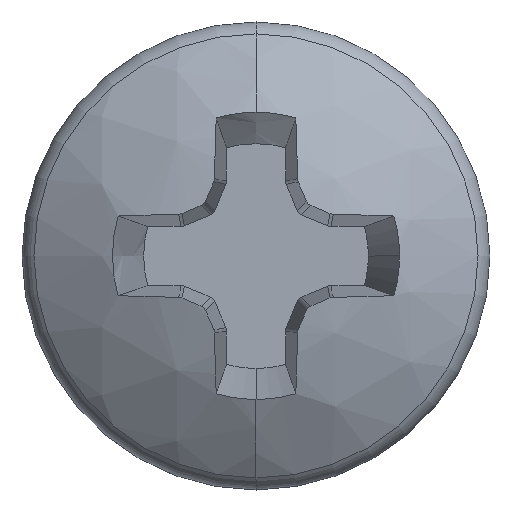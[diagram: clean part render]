
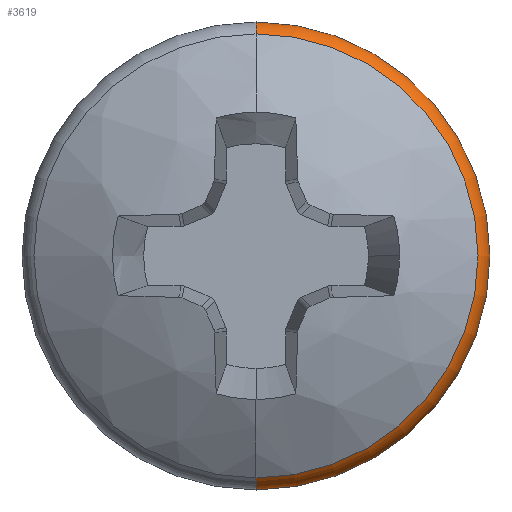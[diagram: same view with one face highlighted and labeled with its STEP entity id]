
A CAD part, top view. The second image highlights one B-rep face of the part: STEP entity #3619.
In plain terms, the highlighted toroidal (fillet/blend) face has major radius 2.127 mm and minor radius 0.325 mm.
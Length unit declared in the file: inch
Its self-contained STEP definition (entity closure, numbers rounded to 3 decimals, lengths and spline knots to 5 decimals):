
#509 = CARTESIAN_POINT ( 'NONE',  ( 0., -0.09158, 0.41451 ) ) ;
#516 = CARTESIAN_POINT ( 'NONE',  ( 0., 0.09158, 0.41451 ) ) ;
#605 = CARTESIAN_POINT ( 'NONE',  ( 0.0965, 0., 0.40443 ) ) ;
#897 = CARTESIAN_POINT ( 'NONE',  ( 0., 0.0965, 0.40443 ) ) ;
#943 = CARTESIAN_POINT ( 'NONE',  ( 0., -0.0965, 0.40443 ) ) ;
#2450 = EDGE_CURVE ( 'NONE', #4569, #4398, #4886, .T. ) ;
#2451 = EDGE_CURVE ( 'NONE', #4569, #4305, #4884, .T. ) ;
#2452 = EDGE_CURVE ( 'NONE', #4305, #4306, #4888, .T. ) ;
#2453 = EDGE_CURVE ( 'NONE', #4537, #4306, #4889, .T. ) ;
#2454 = EDGE_CURVE ( 'NONE', #4398, #4537, #4890, .T. ) ;
#3619 = ADVANCED_FACE ( 'NONE', ( #4939 ), #4931, .T. ) ;
#4139 = ORIENTED_EDGE ( 'NONE', *, *, #2450, .T. ) ;
#4140 = ORIENTED_EDGE ( 'NONE', *, *, #2451, .F. ) ;
#4141 = ORIENTED_EDGE ( 'NONE', *, *, #2452, .F. ) ;
#4142 = ORIENTED_EDGE ( 'NONE', *, *, #2453, .T. ) ;
#4148 = ORIENTED_EDGE ( 'NONE', *, *, #2454, .T. ) ;
#4179 = EDGE_LOOP ( 'NONE', ( #4148, #4142, #4141, #4140, #4139 ) ) ;
#4305 = VERTEX_POINT ( 'NONE', #509 ) ;
#4306 = VERTEX_POINT ( 'NONE', #516 ) ;
#4398 = VERTEX_POINT ( 'NONE', #605 ) ;
#4537 = VERTEX_POINT ( 'NONE', #897 ) ;
#4569 = VERTEX_POINT ( 'NONE', #943 ) ;
#4884 = CIRCLE ( 'NONE', #5100, 0.01278 ) ;
#4886 = CIRCLE ( 'NONE', #5097, 0.0965 ) ;
#4888 = CIRCLE ( 'NONE', #5099, 0.09158 ) ;
#4889 = CIRCLE ( 'NONE', #5104, 0.01278 ) ;
#4890 = CIRCLE ( 'NONE', #5103, 0.0965 ) ;
#4931 = TOROIDAL_SURFACE ( 'NONE', #5051, 0.08372, 0.01278 ) ;
#4939 = FACE_OUTER_BOUND ( 'NONE', #4179, .T. ) ;
#5051 = AXIS2_PLACEMENT_3D ( 'NONE', #6324, #6323, #6328 ) ;
#5097 = AXIS2_PLACEMENT_3D ( 'NONE', #6228, #6229, #6230 ) ;
#5099 = AXIS2_PLACEMENT_3D ( 'NONE', #6234, #6235, #6236 ) ;
#5100 = AXIS2_PLACEMENT_3D ( 'NONE', #6231, #6232, #6233 ) ;
#5103 = AXIS2_PLACEMENT_3D ( 'NONE', #6243, #6244, #6245 ) ;
#5104 = AXIS2_PLACEMENT_3D ( 'NONE', #6238, #6239, #6240 ) ;
#6228 = CARTESIAN_POINT ( 'NONE',  ( 0., 0., 0.40443 ) ) ;
#6229 = DIRECTION ( 'NONE',  ( 0., 0., 1. ) ) ;
#6230 = DIRECTION ( 'NONE',  ( 0., -1., 0. ) ) ;
#6231 = CARTESIAN_POINT ( 'NONE',  ( 0., -0.08372, 0.40443 ) ) ;
#6232 = DIRECTION ( 'NONE',  ( -1., 0., 0. ) ) ;
#6233 = DIRECTION ( 'NONE',  ( 0., 0., 1. ) ) ;
#6234 = CARTESIAN_POINT ( 'NONE',  ( 0., 0., 0.41451 ) ) ;
#6235 = DIRECTION ( 'NONE',  ( 0., 0., 1. ) ) ;
#6236 = DIRECTION ( 'NONE',  ( 0., -1., 0. ) ) ;
#6238 = CARTESIAN_POINT ( 'NONE',  ( 0., 0.08372, 0.40443 ) ) ;
#6239 = DIRECTION ( 'NONE',  ( 1., 0., 0. ) ) ;
#6240 = DIRECTION ( 'NONE',  ( 0., 1., 0. ) ) ;
#6243 = CARTESIAN_POINT ( 'NONE',  ( 0., 0., 0.40443 ) ) ;
#6244 = DIRECTION ( 'NONE',  ( 0., 0., 1. ) ) ;
#6245 = DIRECTION ( 'NONE',  ( 0., -1., 0. ) ) ;
#6323 = DIRECTION ( 'NONE',  ( 0., 0., 1. ) ) ;
#6324 = CARTESIAN_POINT ( 'NONE',  ( 0., 0., 0.40443 ) ) ;
#6328 = DIRECTION ( 'NONE',  ( 0., -1., 0. ) ) ;
